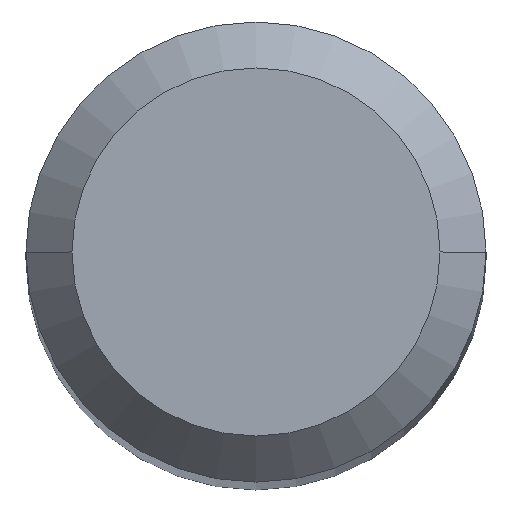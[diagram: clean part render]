
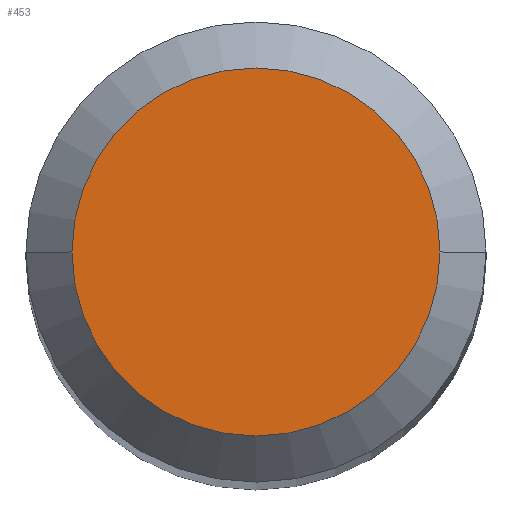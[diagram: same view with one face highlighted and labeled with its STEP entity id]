
A CAD part, top view. The second image highlights one B-rep face of the part: STEP entity #453.
In plain terms, the highlighted planar face has unit normal (0, 0, 1).
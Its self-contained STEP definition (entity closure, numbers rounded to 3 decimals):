
#30 = ORIENTED_EDGE ( 'NONE', *, *, #375, .T. ) ;
#51 = CARTESIAN_POINT ( 'NONE',  ( 0., 0., 38. ) ) ;
#56 = AXIS2_PLACEMENT_3D ( 'NONE', #102, #674, #451 ) ;
#69 = CARTESIAN_POINT ( 'NONE',  ( 0., 1.5, 38. ) ) ;
#71 = DIRECTION ( 'NONE',  ( 1., 0., 0. ) ) ;
#75 = VERTEX_POINT ( 'NONE', #157 ) ;
#102 = CARTESIAN_POINT ( 'NONE',  ( 0., 0., 38. ) ) ;
#138 = ORIENTED_EDGE ( 'NONE', *, *, #354, .T. ) ;
#157 = CARTESIAN_POINT ( 'NONE',  ( 1.2, 0., 38. ) ) ;
#158 = CIRCLE ( 'NONE', #164, 1.2 ) ;
#164 = AXIS2_PLACEMENT_3D ( 'NONE', #51, #410, #192 ) ;
#192 = DIRECTION ( 'NONE',  ( 1., 0., 0. ) ) ;
#216 = PLANE ( 'NONE',  #351 ) ;
#221 = DIRECTION ( 'NONE',  ( 0., 0., 1. ) ) ;
#274 = EDGE_LOOP ( 'NONE', ( #30, #138 ) ) ;
#285 = VERTEX_POINT ( 'NONE', #328 ) ;
#328 = CARTESIAN_POINT ( 'NONE',  ( -1.2, 0., 38. ) ) ;
#351 = AXIS2_PLACEMENT_3D ( 'NONE', #69, #221, #71 ) ;
#354 = EDGE_CURVE ( 'NONE', #75, #285, #530, .T. ) ;
#375 = EDGE_CURVE ( 'NONE', #285, #75, #158, .T. ) ;
#410 = DIRECTION ( 'NONE',  ( 0., 0., 1. ) ) ;
#451 = DIRECTION ( 'NONE',  ( 1., 0., 0. ) ) ;
#453 = ADVANCED_FACE ( 'NONE', ( #534 ), #216, .T. ) ;
#530 = CIRCLE ( 'NONE', #56, 1.2 ) ;
#534 = FACE_OUTER_BOUND ( 'NONE', #274, .T. ) ;
#674 = DIRECTION ( 'NONE',  ( 0., 0., 1. ) ) ;
